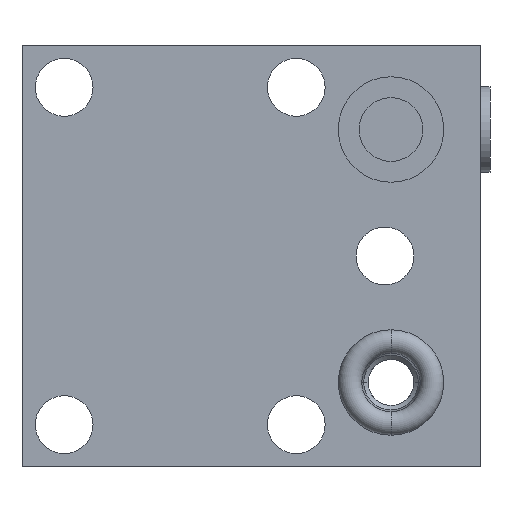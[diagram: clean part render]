
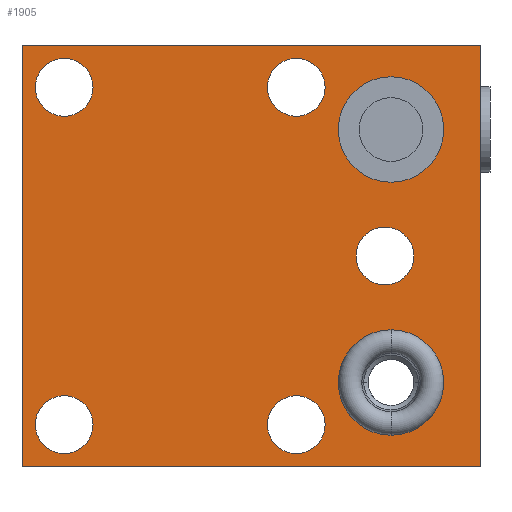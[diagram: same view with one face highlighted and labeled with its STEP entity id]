
A CAD part, left-side view. The second image highlights one B-rep face of the part: STEP entity #1905.
In plain terms, the highlighted planar face has unit normal (-1, 0, 0).
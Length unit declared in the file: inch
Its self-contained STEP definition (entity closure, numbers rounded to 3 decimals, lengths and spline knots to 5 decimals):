
#579=DIRECTION('',(0.,-1.,0.));
#580=VECTOR('',#579,2.72);
#581=CARTESIAN_POINT('',(-1.25,0.938,1.25));
#582=LINE('',#581,#580);
#583=DIRECTION('',(0.,0.,-1.));
#584=VECTOR('',#583,2.5);
#585=CARTESIAN_POINT('',(-1.25,-1.782,1.25));
#586=LINE('',#585,#584);
#587=DIRECTION('',(0.,1.,0.));
#588=VECTOR('',#587,2.72);
#589=CARTESIAN_POINT('',(-1.25,-1.782,-1.25));
#590=LINE('',#589,#588);
#591=DIRECTION('',(0.,0.,1.));
#592=VECTOR('',#591,2.5);
#593=CARTESIAN_POINT('',(-1.25,0.938,-1.25));
#594=LINE('',#593,#592);
#595=CARTESIAN_POINT('',(-1.25,0.688,1.));
#596=DIRECTION('',(-1.,0.,0.));
#597=DIRECTION('',(0.,-1.,0.));
#598=AXIS2_PLACEMENT_3D('',#595,#596,#597);
#600=CARTESIAN_POINT('',(-1.25,0.688,1.));
#601=DIRECTION('',(-1.,0.,0.));
#602=DIRECTION('',(0.,1.,0.));
#603=AXIS2_PLACEMENT_3D('',#600,#601,#602);
#605=CARTESIAN_POINT('',(-1.25,0.688,-1.));
#606=DIRECTION('',(-1.,0.,0.));
#607=DIRECTION('',(0.,-1.,0.));
#608=AXIS2_PLACEMENT_3D('',#605,#606,#607);
#610=CARTESIAN_POINT('',(-1.25,0.688,-1.));
#611=DIRECTION('',(-1.,0.,0.));
#612=DIRECTION('',(0.,1.,0.));
#613=AXIS2_PLACEMENT_3D('',#610,#611,#612);
#615=CARTESIAN_POINT('',(-1.25,-0.688,1.));
#616=DIRECTION('',(-1.,0.,0.));
#617=DIRECTION('',(0.,-1.,0.));
#618=AXIS2_PLACEMENT_3D('',#615,#616,#617);
#620=CARTESIAN_POINT('',(-1.25,-0.688,1.));
#621=DIRECTION('',(-1.,0.,0.));
#622=DIRECTION('',(0.,1.,0.));
#623=AXIS2_PLACEMENT_3D('',#620,#621,#622);
#625=CARTESIAN_POINT('',(-1.25,-0.688,-1.));
#626=DIRECTION('',(-1.,0.,0.));
#627=DIRECTION('',(0.,-1.,0.));
#628=AXIS2_PLACEMENT_3D('',#625,#626,#627);
#630=CARTESIAN_POINT('',(-1.25,-0.688,-1.));
#631=DIRECTION('',(-1.,0.,0.));
#632=DIRECTION('',(0.,1.,0.));
#633=AXIS2_PLACEMENT_3D('',#630,#631,#632);
#635=CARTESIAN_POINT('',(-1.25,-1.214,0.));
#636=DIRECTION('',(-1.,0.,0.));
#637=DIRECTION('',(0.,-1.,0.));
#638=AXIS2_PLACEMENT_3D('',#635,#636,#637);
#640=CARTESIAN_POINT('',(-1.25,-1.214,0.));
#641=DIRECTION('',(-1.,0.,0.));
#642=DIRECTION('',(0.,1.,0.));
#643=AXIS2_PLACEMENT_3D('',#640,#641,#642);
#645=CARTESIAN_POINT('',(-1.25,-1.25,0.75));
#646=DIRECTION('',(1.,0.,0.));
#647=DIRECTION('',(0.,1.,0.));
#648=AXIS2_PLACEMENT_3D('',#645,#646,#647);
#650=CARTESIAN_POINT('',(-1.25,-1.25,0.75));
#651=DIRECTION('',(1.,0.,0.));
#652=DIRECTION('',(0.,-1.,0.));
#653=AXIS2_PLACEMENT_3D('',#650,#651,#652);
#655=CARTESIAN_POINT('',(-1.25,-1.25,-0.75));
#656=DIRECTION('',(1.,0.,0.));
#657=DIRECTION('',(0.,1.,0.));
#658=AXIS2_PLACEMENT_3D('',#655,#656,#657);
#660=CARTESIAN_POINT('',(-1.25,-1.25,-0.75));
#661=DIRECTION('',(1.,0.,0.));
#662=DIRECTION('',(0.,-1.,0.));
#663=AXIS2_PLACEMENT_3D('',#660,#661,#662);
#992=CARTESIAN_POINT('',(-1.25,0.938,1.25));
#993=CARTESIAN_POINT('',(-1.25,-1.782,1.25));
#994=VERTEX_POINT('',#992);
#995=VERTEX_POINT('',#993);
#996=CARTESIAN_POINT('',(-1.25,-1.782,-1.25));
#997=VERTEX_POINT('',#996);
#998=CARTESIAN_POINT('',(-1.25,0.938,-1.25));
#999=VERTEX_POINT('',#998);
#1020=CARTESIAN_POINT('',(-1.25,0.5165,1.));
#1021=CARTESIAN_POINT('',(-1.25,0.8595,1.));
#1022=VERTEX_POINT('',#1020);
#1023=VERTEX_POINT('',#1021);
#1032=CARTESIAN_POINT('',(-1.25,-0.9375,0.75));
#1033=CARTESIAN_POINT('',(-1.25,-1.5625,0.75));
#1034=VERTEX_POINT('',#1032);
#1035=VERTEX_POINT('',#1033);
#1040=CARTESIAN_POINT('',(-1.25,-0.9375,-0.75));
#1041=CARTESIAN_POINT('',(-1.25,-1.5625,-0.75));
#1042=VERTEX_POINT('',#1040);
#1043=VERTEX_POINT('',#1041);
#1162=CARTESIAN_POINT('',(-1.25,0.5165,-1.));
#1163=CARTESIAN_POINT('',(-1.25,0.8595,-1.));
#1164=VERTEX_POINT('',#1162);
#1165=VERTEX_POINT('',#1163);
#1170=CARTESIAN_POINT('',(-1.25,-0.8595,1.));
#1171=CARTESIAN_POINT('',(-1.25,-0.5165,1.));
#1172=VERTEX_POINT('',#1170);
#1173=VERTEX_POINT('',#1171);
#1178=CARTESIAN_POINT('',(-1.25,-0.8595,-1.));
#1179=CARTESIAN_POINT('',(-1.25,-0.5165,-1.));
#1180=VERTEX_POINT('',#1178);
#1181=VERTEX_POINT('',#1179);
#1186=CARTESIAN_POINT('',(-1.25,-1.3855,0.));
#1187=CARTESIAN_POINT('',(-1.25,-1.0425,0.));
#1188=VERTEX_POINT('',#1186);
#1189=VERTEX_POINT('',#1187);
#1852=CARTESIAN_POINT('',(-1.25,0.,0.));
#1853=DIRECTION('',(1.,0.,0.));
#1854=DIRECTION('',(0.,0.,-1.));
#1855=AXIS2_PLACEMENT_3D('',#1852,#1853,#1854);
#1856=PLANE('',#1855);
#1857=ORIENTED_EDGE('',*,*,#1792,.T.);
#1858=ORIENTED_EDGE('',*,*,#1807,.T.);
#1859=ORIENTED_EDGE('',*,*,#1833,.T.);
#1860=ORIENTED_EDGE('',*,*,#1846,.T.);
#1861=EDGE_LOOP('',(#1857,#1858,#1859,#1860));
#1862=FACE_OUTER_BOUND('',#1861,.F.);
#1864=ORIENTED_EDGE('',*,*,#1863,.T.);
#1866=ORIENTED_EDGE('',*,*,#1865,.T.);
#1867=EDGE_LOOP('',(#1864,#1866));
#1868=FACE_BOUND('',#1867,.F.);
#1870=ORIENTED_EDGE('',*,*,#1869,.T.);
#1872=ORIENTED_EDGE('',*,*,#1871,.T.);
#1873=EDGE_LOOP('',(#1870,#1872));
#1874=FACE_BOUND('',#1873,.F.);
#1876=ORIENTED_EDGE('',*,*,#1875,.T.);
#1878=ORIENTED_EDGE('',*,*,#1877,.T.);
#1879=EDGE_LOOP('',(#1876,#1878));
#1880=FACE_BOUND('',#1879,.F.);
#1882=ORIENTED_EDGE('',*,*,#1881,.T.);
#1884=ORIENTED_EDGE('',*,*,#1883,.T.);
#1885=EDGE_LOOP('',(#1882,#1884));
#1886=FACE_BOUND('',#1885,.F.);
#1888=ORIENTED_EDGE('',*,*,#1887,.T.);
#1890=ORIENTED_EDGE('',*,*,#1889,.T.);
#1891=EDGE_LOOP('',(#1888,#1890));
#1892=FACE_BOUND('',#1891,.F.);
#1894=ORIENTED_EDGE('',*,*,#1893,.F.);
#1896=ORIENTED_EDGE('',*,*,#1895,.F.);
#1897=EDGE_LOOP('',(#1894,#1896));
#1898=FACE_BOUND('',#1897,.F.);
#1900=ORIENTED_EDGE('',*,*,#1899,.F.);
#1902=ORIENTED_EDGE('',*,*,#1901,.F.);
#1903=EDGE_LOOP('',(#1900,#1902));
#1904=FACE_BOUND('',#1903,.F.);
#1905=ADVANCED_FACE('',(#1862,#1868,#1874,#1880,#1886,#1892,#1898,#1904),#1856,
.F.);
#599=CIRCLE('',#598,0.1715);
#604=CIRCLE('',#603,0.1715);
#609=CIRCLE('',#608,0.1715);
#614=CIRCLE('',#613,0.1715);
#619=CIRCLE('',#618,0.1715);
#624=CIRCLE('',#623,0.1715);
#629=CIRCLE('',#628,0.1715);
#634=CIRCLE('',#633,0.1715);
#639=CIRCLE('',#638,0.1715);
#644=CIRCLE('',#643,0.1715);
#649=CIRCLE('',#648,0.3125);
#654=CIRCLE('',#653,0.3125);
#659=CIRCLE('',#658,0.3125);
#664=CIRCLE('',#663,0.3125);
#1792=EDGE_CURVE('',#994,#995,#582,.T.);
#1807=EDGE_CURVE('',#995,#997,#586,.T.);
#1833=EDGE_CURVE('',#997,#999,#590,.T.);
#1846=EDGE_CURVE('',#999,#994,#594,.T.);
#1863=EDGE_CURVE('',#1022,#1023,#599,.T.);
#1865=EDGE_CURVE('',#1023,#1022,#604,.T.);
#1869=EDGE_CURVE('',#1164,#1165,#609,.T.);
#1871=EDGE_CURVE('',#1165,#1164,#614,.T.);
#1875=EDGE_CURVE('',#1172,#1173,#619,.T.);
#1877=EDGE_CURVE('',#1173,#1172,#624,.T.);
#1881=EDGE_CURVE('',#1180,#1181,#629,.T.);
#1883=EDGE_CURVE('',#1181,#1180,#634,.T.);
#1887=EDGE_CURVE('',#1188,#1189,#639,.T.);
#1889=EDGE_CURVE('',#1189,#1188,#644,.T.);
#1893=EDGE_CURVE('',#1034,#1035,#649,.T.);
#1895=EDGE_CURVE('',#1035,#1034,#654,.T.);
#1899=EDGE_CURVE('',#1042,#1043,#659,.T.);
#1901=EDGE_CURVE('',#1043,#1042,#664,.T.);
